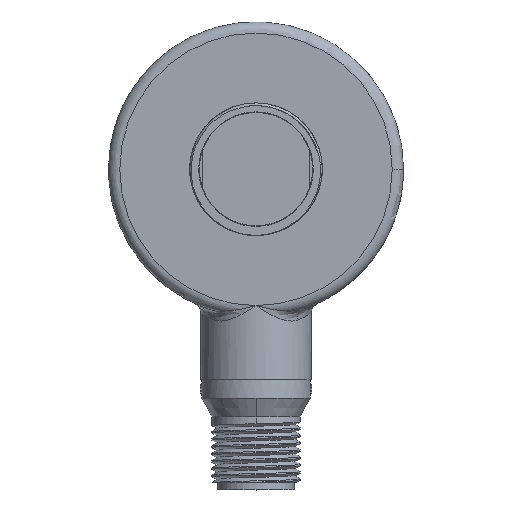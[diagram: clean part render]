
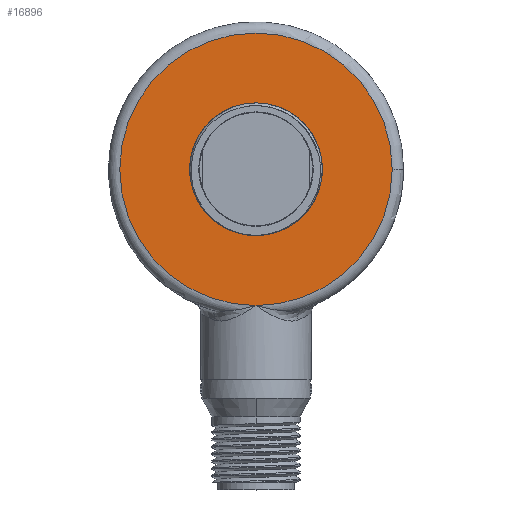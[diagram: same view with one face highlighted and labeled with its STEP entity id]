
A CAD part, top view. The second image highlights one B-rep face of the part: STEP entity #16896.
In plain terms, the highlighted planar face has unit normal (0, 0, 1).
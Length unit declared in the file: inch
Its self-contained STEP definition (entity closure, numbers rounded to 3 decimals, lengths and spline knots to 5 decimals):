
#3376=CARTESIAN_POINT('',(0.,1.122,0.295));
#3377=DIRECTION('',(0.,0.,1.));
#3378=DIRECTION('',(1.,0.,0.));
#3379=AXIS2_PLACEMENT_3D('',#3376,#3377,#3378);
#3381=CARTESIAN_POINT('',(0.,1.122,0.295));
#3382=DIRECTION('',(0.,0.,1.));
#3383=DIRECTION('',(0.,-1.,0.));
#3384=AXIS2_PLACEMENT_3D('',#3381,#3382,#3383);
#3396=CARTESIAN_POINT('',(0.,1.122,0.295));
#3397=DIRECTION('',(0.,0.,1.));
#3398=DIRECTION('',(0.,-1.,0.));
#3399=AXIS2_PLACEMENT_3D('',#3396,#3397,#3398);
#3401=CARTESIAN_POINT('',(0.,1.122,0.295));
#3402=DIRECTION('',(0.,0.,1.));
#3403=DIRECTION('',(0.,1.,0.));
#3404=AXIS2_PLACEMENT_3D('',#3401,#3402,#3403);
#13335=CARTESIAN_POINT('',(0.7275,1.122,0.295));
#13336=CARTESIAN_POINT('',(0.,0.3945,0.295));
#13337=VERTEX_POINT('',#13335);
#13338=VERTEX_POINT('',#13336);
#13515=CARTESIAN_POINT('',(0.,0.77075,0.295));
#13516=CARTESIAN_POINT('',(0.,1.47325,0.295));
#13517=VERTEX_POINT('',#13515);
#13518=VERTEX_POINT('',#13516);
#16881=CARTESIAN_POINT('',(0.,1.122,0.295));
#16882=DIRECTION('',(0.,0.,1.));
#16883=DIRECTION('',(1.,0.,0.));
#16884=AXIS2_PLACEMENT_3D('',#16881,#16882,#16883);
#16885=PLANE('',#16884);
#16886=ORIENTED_EDGE('',*,*,#16861,.F.);
#16887=ORIENTED_EDGE('',*,*,#16872,.F.);
#16888=EDGE_LOOP('',(#16886,#16887));
#16889=FACE_OUTER_BOUND('',#16888,.F.);
#16891=ORIENTED_EDGE('',*,*,#16890,.T.);
#16893=ORIENTED_EDGE('',*,*,#16892,.T.);
#16894=EDGE_LOOP('',(#16891,#16893));
#16895=FACE_BOUND('',#16894,.F.);
#16896=ADVANCED_FACE('',(#16889,#16895),#16885,.T.);
#3380=CIRCLE('',#3379,0.7275);
#3385=CIRCLE('',#3384,0.7275);
#3400=CIRCLE('',#3399,0.35125);
#3405=CIRCLE('',#3404,0.35125);
#16861=EDGE_CURVE('',#13337,#13338,#3380,.T.);
#16872=EDGE_CURVE('',#13338,#13337,#3385,.T.);
#16890=EDGE_CURVE('',#13517,#13518,#3400,.T.);
#16892=EDGE_CURVE('',#13518,#13517,#3405,.T.);
